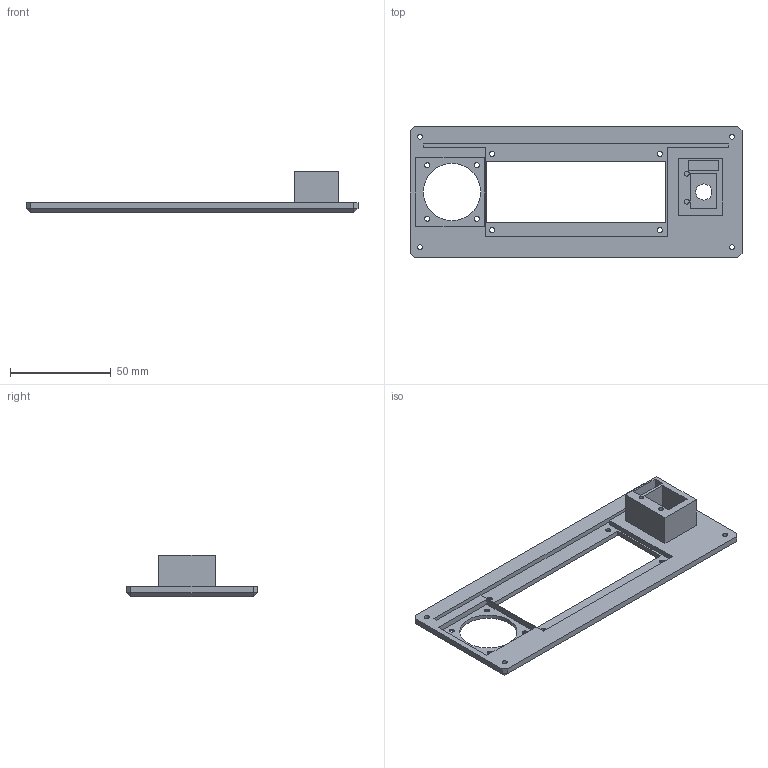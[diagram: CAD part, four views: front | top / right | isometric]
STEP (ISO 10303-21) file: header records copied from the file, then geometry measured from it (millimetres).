
FILE_DESCRIPTION(/* description */ (''),/* implementation_level */ '2;1');
FILE_NAME(/* name */ 'face_frontale.stp',/* time_stamp */ '2024-05-29T14:19:05+02:00',/* author */ ('michgae'),/* organization */ (''),/* preprocessor_version */ 'ST-DEVELOPER v20',/* originating_system */ 'Autodesk Inventor 2024',/* authorisation */ '');
FILE_SCHEMA (('AUTOMOTIVE_DESIGN { 1 0 10303 214 3 1 1 }'));
Length unit declared in the file: millimetre
Products named in the file (1): face_frontale
Bounding box: 165 x 65 x 20.69 mm (x, y, z)
Volume: 35655.8 mm3; surface area: 21832.5 mm2
Topology: 1 solids, 1 shells, 81 faces, 192 edges, 120 vertices
Faces by surface type: plane 53, cylinder 16, cone 12
Full cylindrical faces by diameter (mm): 2.4 x2, 2.5 x8, 2.6 x4, 8 x1, 28.5 x1
Entity records: 2401 total; most frequent: DIRECTION 400, CARTESIAN_POINT 394, ORIENTED_EDGE 384, EDGE_CURVE 192, LINE 148, VECTOR 148, AXIS2_PLACEMENT_3D 126, VERTEX_POINT 120
